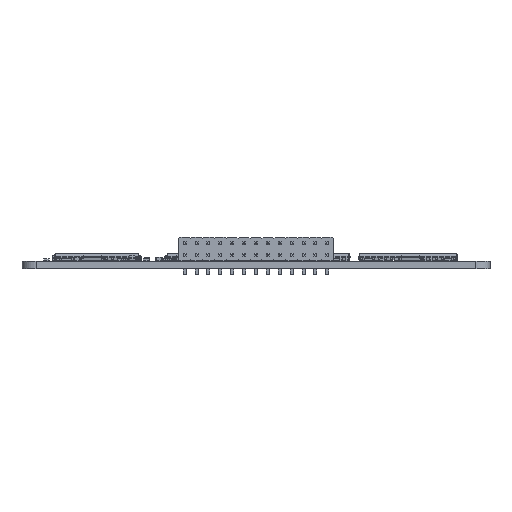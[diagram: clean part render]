
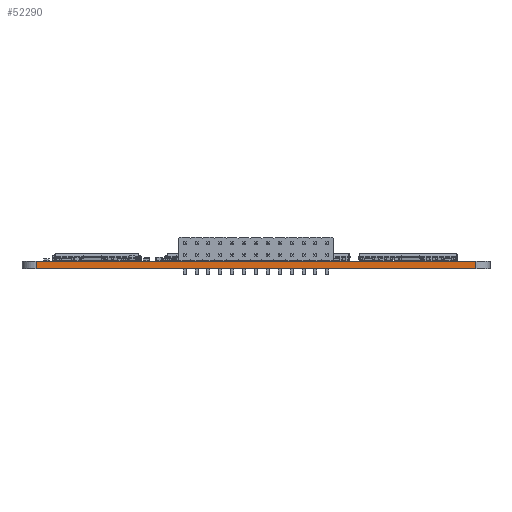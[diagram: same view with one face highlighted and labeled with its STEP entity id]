
A CAD part, front view. The second image highlights one B-rep face of the part: STEP entity #52290.
In plain terms, the highlighted planar face has unit normal (0, -1, 0).
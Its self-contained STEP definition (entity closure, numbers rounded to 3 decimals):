
#49915 = VERTEX_POINT('',#49916);
#49916 = CARTESIAN_POINT('',(153.,-150.,0.));
#49923 = EDGE_CURVE('',#49924,#49915,#49926,.T.);
#49924 = VERTEX_POINT('',#49925);
#49925 = CARTESIAN_POINT('',(247.,-150.,0.));
#49926 = LINE('',#49927,#49928);
#49927 = CARTESIAN_POINT('',(247.,-150.,0.));
#49928 = VECTOR('',#49929,1.);
#49929 = DIRECTION('',(-1.,0.,0.));
#51089 = VERTEX_POINT('',#51090);
#51090 = CARTESIAN_POINT('',(153.,-150.,1.6));
#51097 = EDGE_CURVE('',#51098,#51089,#51100,.T.);
#51098 = VERTEX_POINT('',#51099);
#51099 = CARTESIAN_POINT('',(247.,-150.,1.6));
#51100 = LINE('',#51101,#51102);
#51101 = CARTESIAN_POINT('',(247.,-150.,1.6));
#51102 = VECTOR('',#51103,1.);
#51103 = DIRECTION('',(-1.,0.,0.));
#52262 = EDGE_CURVE('',#49924,#51098,#52263,.T.);
#52263 = LINE('',#52264,#52265);
#52264 = CARTESIAN_POINT('',(247.,-150.,0.));
#52265 = VECTOR('',#52266,1.);
#52266 = DIRECTION('',(0.,0.,1.));
#52290 = ADVANCED_FACE('',(#52291),#52302,.T.);
#52291 = FACE_BOUND('',#52292,.T.);
#52292 = EDGE_LOOP('',(#52293,#52294,#52295,#52301));
#52293 = ORIENTED_EDGE('',*,*,#52262,.T.);
#52294 = ORIENTED_EDGE('',*,*,#51097,.T.);
#52295 = ORIENTED_EDGE('',*,*,#52296,.F.);
#52296 = EDGE_CURVE('',#49915,#51089,#52297,.T.);
#52297 = LINE('',#52298,#52299);
#52298 = CARTESIAN_POINT('',(153.,-150.,0.));
#52299 = VECTOR('',#52300,1.);
#52300 = DIRECTION('',(0.,0.,1.));
#52301 = ORIENTED_EDGE('',*,*,#49923,.F.);
#52302 = PLANE('',#52303);
#52303 = AXIS2_PLACEMENT_3D('',#52304,#52305,#52306);
#52304 = CARTESIAN_POINT('',(247.,-150.,0.));
#52305 = DIRECTION('',(0.,-1.,0.));
#52306 = DIRECTION('',(-1.,0.,0.));
